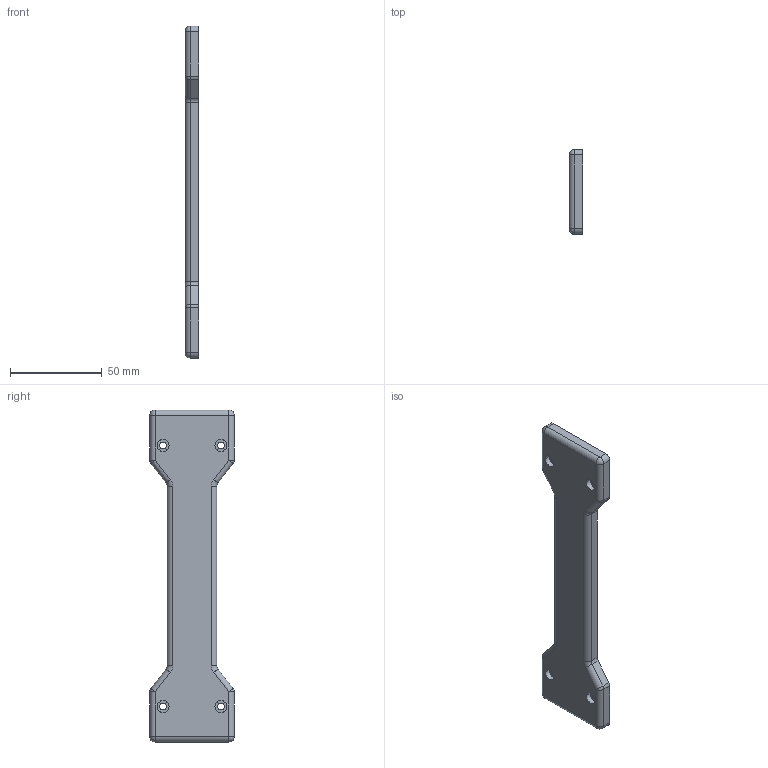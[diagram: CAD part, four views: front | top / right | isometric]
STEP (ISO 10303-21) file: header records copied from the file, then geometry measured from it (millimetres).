
FILE_DESCRIPTION (( 'STEP AP203' ), '1' );
FILE_NAME ('truss handle top-1 (Default).STEP', '2021-11-19T20:29:07', ( '' ), ( '' ), 'SwSTEP 2.0', 'SolidWorks 2020', '' );
FILE_SCHEMA (( 'CONFIG_CONTROL_DESIGN' ));
Length unit declared in the file: millimetre
Products named in the file (1): truss handle top-1 (Default)
Bounding box: 7.5 x 46 x 180.5 mm (x, y, z)
Volume: 44821.1 mm3; surface area: 15569.2 mm2
Topology: 1 solids, 1 shells, 70 faces, 168 edges, 96 vertices
Faces by surface type: cylinder 40, plane 18, sphere 8, torus 4
Entity records: 2065 total; most frequent: DIRECTION 386, CARTESIAN_POINT 327, ORIENTED_EDGE 320, EDGE_CURVE 160, AXIS2_PLACEMENT_3D 155, VERTEX_POINT 96, CIRCLE 84, EDGE_LOOP 82
